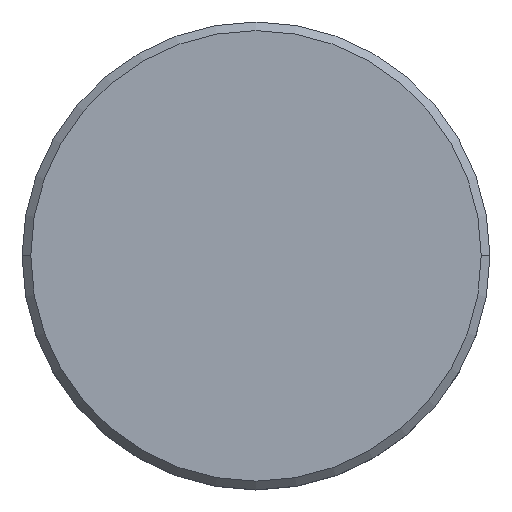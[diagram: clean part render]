
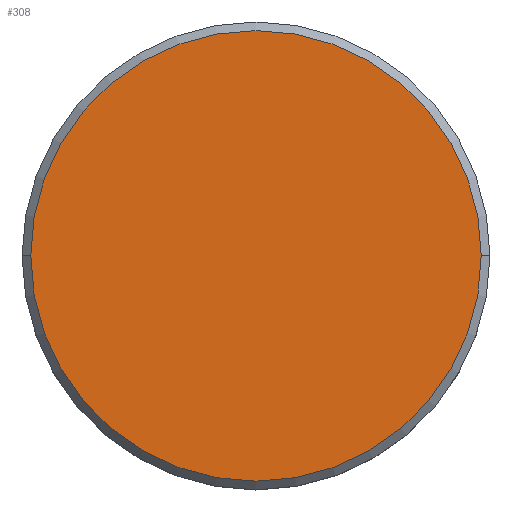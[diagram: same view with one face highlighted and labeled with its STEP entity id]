
A CAD part, top view. The second image highlights one B-rep face of the part: STEP entity #308.
In plain terms, the highlighted planar face has unit normal (0, 0, 1).
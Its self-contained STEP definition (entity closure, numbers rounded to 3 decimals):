
#7 = CARTESIAN_POINT ( 'NONE',  ( 13., 0., 0. ) ) ;
#21 = DIRECTION ( 'NONE',  ( 1., 0., 0. ) ) ;
#24 = AXIS2_PLACEMENT_3D ( 'NONE', #247, #438, #21 ) ;
#31 = EDGE_CURVE ( 'NONE', #147, #495, #122, .T. ) ;
#36 = AXIS2_PLACEMENT_3D ( 'NONE', #218, #535, #126 ) ;
#60 = DIRECTION ( 'NONE',  ( 0., 0., 1. ) ) ;
#68 = DIRECTION ( 'NONE',  ( 1., 0., 0. ) ) ;
#76 = FACE_OUTER_BOUND ( 'NONE', #199, .T. ) ;
#116 = CARTESIAN_POINT ( 'NONE',  ( -13., 0., 0. ) ) ;
#122 = CIRCLE ( 'NONE', #24, 13. ) ;
#126 = DIRECTION ( 'NONE',  ( 1., 0., 0. ) ) ;
#138 = PLANE ( 'NONE',  #36 ) ;
#147 = VERTEX_POINT ( 'NONE', #116 ) ;
#165 = CARTESIAN_POINT ( 'NONE',  ( 0., 0., 0. ) ) ;
#199 = EDGE_LOOP ( 'NONE', ( #359, #580 ) ) ;
#218 = CARTESIAN_POINT ( 'NONE',  ( 0., 0., 0. ) ) ;
#220 = AXIS2_PLACEMENT_3D ( 'NONE', #165, #60, #68 ) ;
#247 = CARTESIAN_POINT ( 'NONE',  ( 0., 0., 0. ) ) ;
#308 = ADVANCED_FACE ( 'NONE', ( #76 ), #138, .T. ) ;
#359 = ORIENTED_EDGE ( 'NONE', *, *, #31, .T. ) ;
#438 = DIRECTION ( 'NONE',  ( 0., 0., 1. ) ) ;
#475 = CIRCLE ( 'NONE', #220, 13. ) ;
#495 = VERTEX_POINT ( 'NONE', #7 ) ;
#518 = EDGE_CURVE ( 'NONE', #495, #147, #475, .T. ) ;
#535 = DIRECTION ( 'NONE',  ( 0., 0., 1. ) ) ;
#580 = ORIENTED_EDGE ( 'NONE', *, *, #518, .T. ) ;
